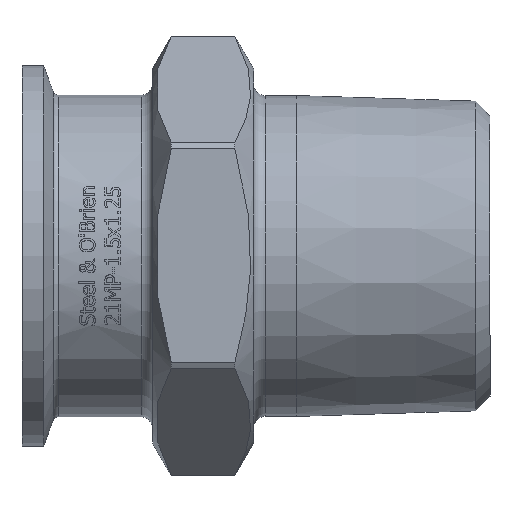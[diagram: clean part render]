
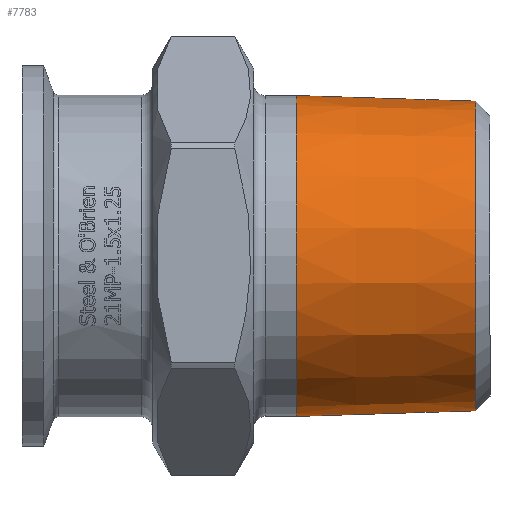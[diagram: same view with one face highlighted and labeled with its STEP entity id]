
A CAD part, top view. The second image highlights one B-rep face of the part: STEP entity #7783.
In plain terms, the highlighted conical face has half-angle 1.783 degrees and reference radius 20.829 mm.
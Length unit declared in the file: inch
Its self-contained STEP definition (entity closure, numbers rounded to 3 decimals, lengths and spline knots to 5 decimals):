
#39=CONICAL_SURFACE('',#8257,0.82005,1.783);
#123=FACE_BOUND('',#1389,.T.);
#914=FACE_OUTER_BOUND('',#1388,.T.);
#1388=EDGE_LOOP('',(#7160));
#1389=EDGE_LOOP('',(#7161));
#1621=CIRCLE('',#8253,0.80668);
#1624=CIRCLE('',#8258,0.83575);
#3797=VERTEX_POINT('',#16620);
#3800=VERTEX_POINT('',#16628);
#4932=EDGE_CURVE('',#3797,#3797,#1621,.T.);
#4935=EDGE_CURVE('',#3800,#3800,#1624,.T.);
#7160=ORIENTED_EDGE('',*,*,#4935,.T.);
#7161=ORIENTED_EDGE('',*,*,#4932,.F.);
#7783=ADVANCED_FACE('',(#914,#123),#39,.T.);
#8253=AXIS2_PLACEMENT_3D('',#16621,#9702,#9703);
#8257=AXIS2_PLACEMENT_3D('',#16627,#9710,#9711);
#8258=AXIS2_PLACEMENT_3D('',#16629,#9712,#9713);
#9702=DIRECTION('center_axis',(1.,0.,0.));
#9703=DIRECTION('ref_axis',(0.,-1.,0.));
#9710=DIRECTION('center_axis',(-1.,0.,0.));
#9711=DIRECTION('ref_axis',(0.,1.,0.));
#9712=DIRECTION('center_axis',(1.,0.,0.));
#9713=DIRECTION('ref_axis',(0.,1.,0.));
#16620=CARTESIAN_POINT('',(2.36304,0.80668,0.));
#16621=CARTESIAN_POINT('Origin',(2.36304,0.,
0.));
#16627=CARTESIAN_POINT('Origin',(1.93375,0.,0.));
#16628=CARTESIAN_POINT('',(1.4295,0.83575,0.));
#16629=CARTESIAN_POINT('Origin',(1.4295,0.,0.));
